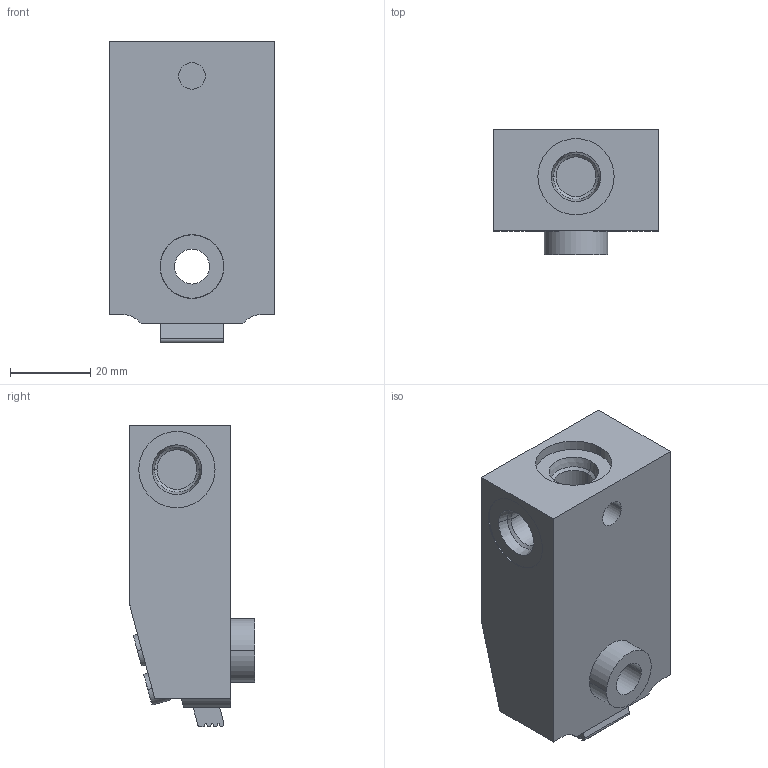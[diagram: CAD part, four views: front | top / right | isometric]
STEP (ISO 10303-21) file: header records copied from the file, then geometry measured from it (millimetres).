
FILE_DESCRIPTION((''),'2;1');
FILE_NAME('ILC15310801','2020-09-25T',('Mjust'),(''),'PRO/ENGINEER BY PARAMETRIC TECHNOLOGY CORPORATION, 2017170','PRO/ENGINEER BY PARAMETRIC TECHNOLOGY CORPORATION, 2017170','');
FILE_SCHEMA(('AUTOMOTIVE_DESIGN { 1 0 10303 214 1 1 1 1 }'));
Length unit declared in the file: inch
Products named in the file (1): ILC15310801
Bounding box: 41.27 x 31.37 x 75.41 mm (x, y, z)
Volume: 64335.3 mm3; surface area: 15021.3 mm2
Topology: 1 solids, 1 shells, 129 faces, 305 edges, 198 vertices
Faces by surface type: plane 75, cylinder 42, cone 12
Entity records: 4950 total; most frequent: CARTESIAN_POINT 674, DIRECTION 651, ORIENTED_EDGE 610, PRESENTATION_STYLE_ASSIGNMENT 325, STYLED_ITEM 306, CURVE_STYLE 305, EDGE_CURVE 305, AXIS2_PLACEMENT_3D 225
